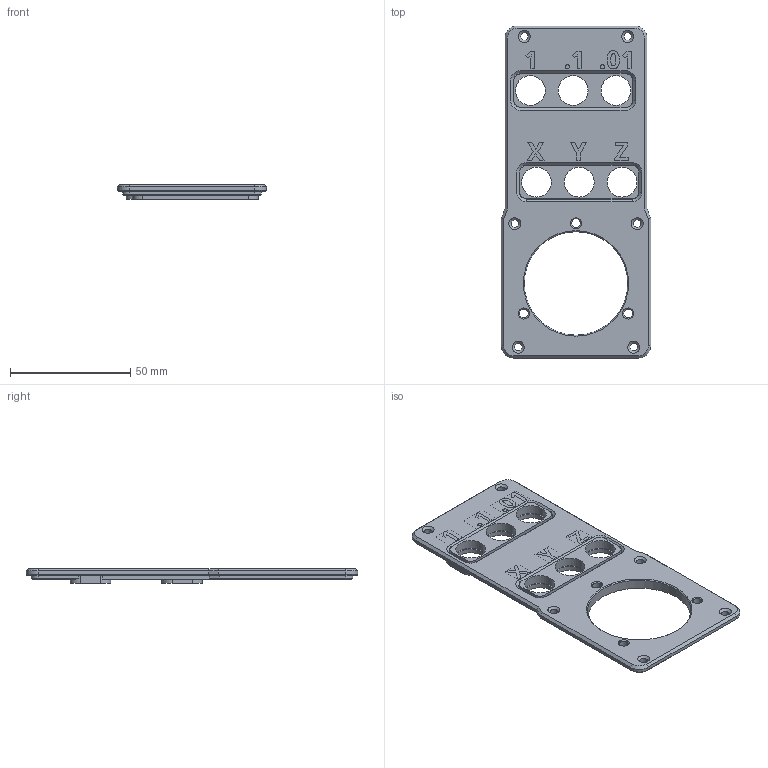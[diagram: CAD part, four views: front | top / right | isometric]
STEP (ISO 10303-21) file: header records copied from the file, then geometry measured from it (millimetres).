
FILE_DESCRIPTION(/* description */ ('STEP AP242','CAx-IF Rec.Pracs.---Representation and Presentation of Product Manufacturing Information (PMI)---4.0---2014-10-13','CAx-IF Rec.Pracs.---3D Tessellated Geometry---0.4---2014-09-14','2;1'),/* implementation_level */ '2;1');
FILE_NAME(/* name */ '67f3e8f69507ac6ab807a169',/* time_stamp */ '2025-04-07T15:02:15Z',/* author */ (''),/* organization */ (''),/* preprocessor_version */ 'ST-DEVELOPER v20',/* originating_system */ 'ONSHAPE BY PTC INC, 1.196',/* authorisation */ ' ');
FILE_SCHEMA (('AP242_MANAGED_MODEL_BASED_3D_ENGINEERING_MIM_LF { 1 0 10303 442 1 1 4 }'));
Length unit declared in the file: millimetre
Products named in the file (13): Part 10; Part 2; Part 3; Part 4; Part 5; Part 6; Part 7; Part 8; Part 9; Part 11; Part 12; Part 13; Part 14
Bounding box: 62 x 138 x 6.2 mm (x, y, z)
Volume: 24234.7 mm3; surface area: 20274.3 mm2
Topology: 13 solids, 13 shells, 406 faces, 1058 edges, 687 vertices
Faces by surface type: plane 252, bspline 70, cylinder 54, cone 30
Full cylindrical faces by diameter (mm): 3.2 x6, 3.8 x3, 12.4 x12, 43 x1
Entity records: 12765 total; most frequent: CARTESIAN_POINT 2890, ORIENTED_EDGE 2040, DIRECTION 1723, EDGE_CURVE 1020, LINE 735, VECTOR 735, VERTEX_POINT 681, EDGE_LOOP 511
